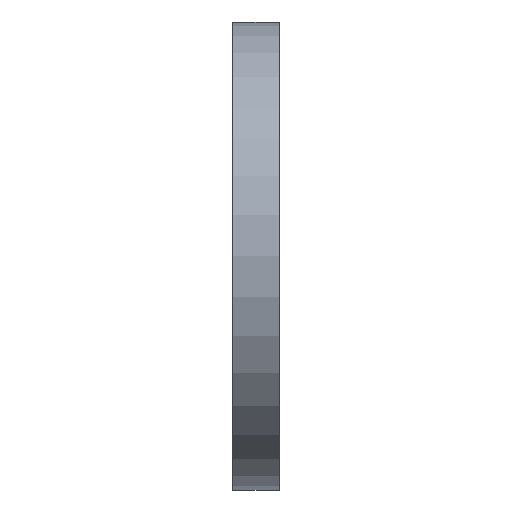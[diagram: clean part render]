
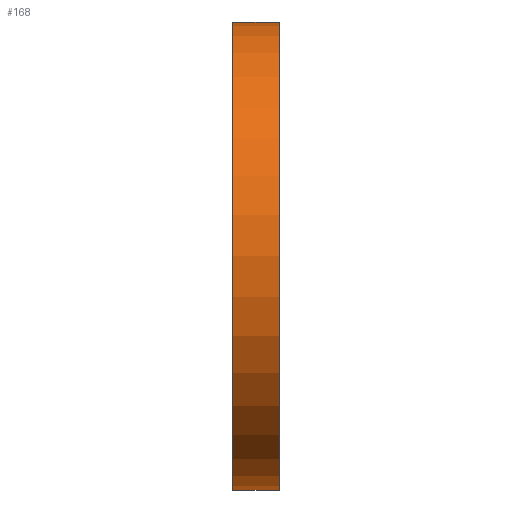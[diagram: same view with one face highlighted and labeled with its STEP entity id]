
A CAD part, front view. The second image highlights one B-rep face of the part: STEP entity #168.
In plain terms, the highlighted cylindrical face has radius 15 mm (diameter 30 mm), a partial arc.
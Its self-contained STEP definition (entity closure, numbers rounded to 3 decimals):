
#30=FACE_OUTER_BOUND('',#39,.T.);
#39=EDGE_LOOP('',(#136,#137,#138,#139));
#56=LINE('',#289,#67);
#57=LINE('',#295,#68);
#67=VECTOR('',#240,10.);
#68=VECTOR('',#247,10.);
#79=CIRCLE('',#200,15.);
#80=CIRCLE('',#201,15.);
#91=VERTEX_POINT('',#285);
#92=VERTEX_POINT('',#287);
#93=VERTEX_POINT('',#291);
#94=VERTEX_POINT('',#293);
#110=EDGE_CURVE('',#91,#92,#56,.T.);
#111=EDGE_CURVE('',#93,#91,#79,.T.);
#112=EDGE_CURVE('',#94,#92,#80,.T.);
#113=EDGE_CURVE('',#93,#94,#57,.T.);
#136=ORIENTED_EDGE('',*,*,#111,.T.);
#137=ORIENTED_EDGE('',*,*,#110,.T.);
#138=ORIENTED_EDGE('',*,*,#112,.F.);
#139=ORIENTED_EDGE('',*,*,#113,.F.);
#162=CYLINDRICAL_SURFACE('',#199,15.);
#168=ADVANCED_FACE('',(#30),#162,.T.);
#199=AXIS2_PLACEMENT_3D('',#290,#241,#242);
#200=AXIS2_PLACEMENT_3D('',#292,#243,#244);
#201=AXIS2_PLACEMENT_3D('',#294,#245,#246);
#240=DIRECTION('',(1.,0.,0.));
#241=DIRECTION('center_axis',(1.,0.,0.));
#242=DIRECTION('ref_axis',(0.,-1.,0.));
#243=DIRECTION('center_axis',(1.,0.,0.));
#244=DIRECTION('ref_axis',(0.,1.,0.));
#245=DIRECTION('center_axis',(1.,0.,0.));
#246=DIRECTION('ref_axis',(0.,1.,0.));
#247=DIRECTION('',(1.,0.,0.));
#285=CARTESIAN_POINT('',(0.,-227.5,-15.));
#287=CARTESIAN_POINT('',(3.,-227.5,-15.));
#289=CARTESIAN_POINT('',(0.,-227.5,-15.));
#290=CARTESIAN_POINT('Origin',(0.,-227.5,0.));
#291=CARTESIAN_POINT('',(0.,-227.5,15.));
#292=CARTESIAN_POINT('Origin',(0.,-227.5,0.));
#293=CARTESIAN_POINT('',(3.,-227.5,15.));
#294=CARTESIAN_POINT('Origin',(3.,-227.5,0.));
#295=CARTESIAN_POINT('',(0.,-227.5,15.));
